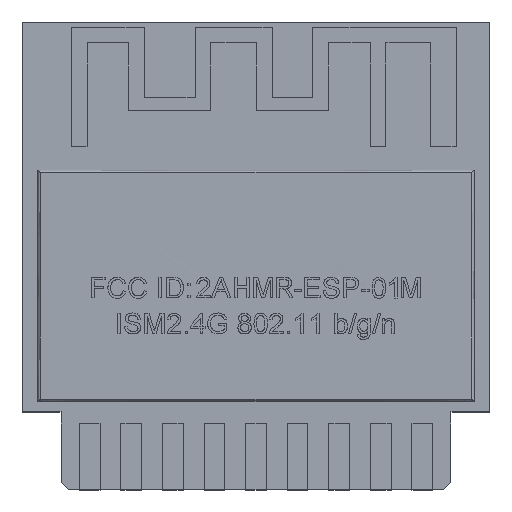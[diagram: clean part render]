
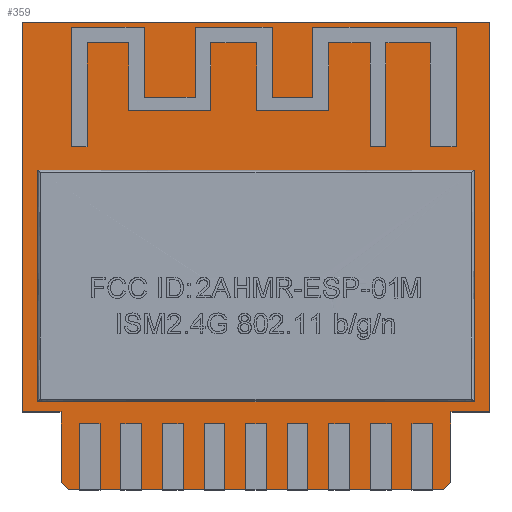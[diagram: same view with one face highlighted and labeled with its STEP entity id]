
A CAD part, top view. The second image highlights one B-rep face of the part: STEP entity #359.
In plain terms, the highlighted planar face has unit normal (0, 0, 1).
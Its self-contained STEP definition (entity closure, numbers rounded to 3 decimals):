
#340=AXIS2_PLACEMENT_3D('Plane Axis2P3D',#337,#338,#339) ;
#42=CARTESIAN_POINT('Vertex',(7.5,0.,0.8)) ;
#56=CARTESIAN_POINT('Vertex',(9.,0.,0.8)) ;
#59=CARTESIAN_POINT('Line Origine',(8.25,0.,0.8)) ;
#87=CARTESIAN_POINT('Vertex',(9.,15.,0.8)) ;
#90=CARTESIAN_POINT('Line Origine',(9.,7.5,0.8)) ;
#118=CARTESIAN_POINT('Vertex',(-9.,15.,0.8)) ;
#121=CARTESIAN_POINT('Line Origine',(0.,15.,0.8)) ;
#149=CARTESIAN_POINT('Vertex',(-9.,0.,0.8)) ;
#152=CARTESIAN_POINT('Line Origine',(-9.,7.5,0.8)) ;
#175=CARTESIAN_POINT('Vertex',(-7.5,0.,0.8)) ;
#178=CARTESIAN_POINT('Line Origine',(-8.25,0.,0.8)) ;
#201=CARTESIAN_POINT('Vertex',(7.5,-2.7,0.8)) ;
#209=CARTESIAN_POINT('Line Origine',(7.5,-1.35,0.8)) ;
#226=CARTESIAN_POINT('Line Origine',(7.35,-2.85,0.8)) ;
#230=CARTESIAN_POINT('Vertex',(7.2,-3.,0.8)) ;
#263=CARTESIAN_POINT('Vertex',(-7.5,-2.7,0.8)) ;
#266=CARTESIAN_POINT('Line Origine',(-7.5,-1.35,0.8)) ;
#294=CARTESIAN_POINT('Vertex',(-7.2,-3.,0.8)) ;
#302=CARTESIAN_POINT('Line Origine',(0.,-3.,0.8)) ;
#337=CARTESIAN_POINT('Axis2P3D Location',(0.,0.,0.8)) ;
#342=CARTESIAN_POINT('Line Origine',(-7.35,-2.85,0.8)) ;
#60=DIRECTION('Vector Direction',(-1.,0.,0.)) ;
#91=DIRECTION('Vector Direction',(0.,-1.,0.)) ;
#122=DIRECTION('Vector Direction',(1.,0.,0.)) ;
#153=DIRECTION('Vector Direction',(0.,1.,0.)) ;
#179=DIRECTION('Vector Direction',(-1.,0.,0.)) ;
#210=DIRECTION('Vector Direction',(0.,-1.,0.)) ;
#227=DIRECTION('Vector Direction',(-0.707,-0.707,0.)) ;
#267=DIRECTION('Vector Direction',(0.,1.,0.)) ;
#303=DIRECTION('Vector Direction',(-1.,0.,0.)) ;
#338=DIRECTION('Axis2P3D Direction',(0.,0.,1.)) ;
#339=DIRECTION('Axis2P3D XDirection',(1.,0.,0.)) ;
#343=DIRECTION('Vector Direction',(-0.707,0.707,0.)) ;
#61=VECTOR('Line Direction',#60,1.) ;
#92=VECTOR('Line Direction',#91,1.) ;
#123=VECTOR('Line Direction',#122,1.) ;
#154=VECTOR('Line Direction',#153,1.) ;
#180=VECTOR('Line Direction',#179,1.) ;
#211=VECTOR('Line Direction',#210,1.) ;
#228=VECTOR('Line Direction',#227,1.) ;
#268=VECTOR('Line Direction',#267,1.) ;
#304=VECTOR('Line Direction',#303,1.) ;
#344=VECTOR('Line Direction',#343,1.) ;
#348=ORIENTED_EDGE('',*,*,#306,.T.) ;
#349=ORIENTED_EDGE('',*,*,#232,.F.) ;
#350=ORIENTED_EDGE('',*,*,#213,.T.) ;
#351=ORIENTED_EDGE('',*,*,#63,.T.) ;
#352=ORIENTED_EDGE('',*,*,#94,.T.) ;
#353=ORIENTED_EDGE('',*,*,#125,.T.) ;
#354=ORIENTED_EDGE('',*,*,#156,.T.) ;
#355=ORIENTED_EDGE('',*,*,#182,.T.) ;
#356=ORIENTED_EDGE('',*,*,#270,.T.) ;
#357=ORIENTED_EDGE('',*,*,#346,.F.) ;
#359=ADVANCED_FACE('Platine',(#358),#341,.T.) ;
#63=EDGE_CURVE('',#43,#57,#62,.F.) ;
#94=EDGE_CURVE('',#57,#88,#93,.F.) ;
#125=EDGE_CURVE('',#88,#119,#124,.F.) ;
#156=EDGE_CURVE('',#119,#150,#155,.F.) ;
#182=EDGE_CURVE('',#150,#176,#181,.F.) ;
#213=EDGE_CURVE('',#202,#43,#212,.F.) ;
#232=EDGE_CURVE('',#202,#231,#229,.T.) ;
#270=EDGE_CURVE('',#176,#264,#269,.F.) ;
#306=EDGE_CURVE('',#295,#231,#305,.F.) ;
#346=EDGE_CURVE('',#295,#264,#345,.T.) ;
#347=EDGE_LOOP('',(#348,#349,#350,#351,#352,#353,#354,#355,#356,#357)) ;
#358=FACE_OUTER_BOUND('',#347,.T.) ;
#62=LINE('Line',#59,#61) ;
#93=LINE('Line',#90,#92) ;
#124=LINE('Line',#121,#123) ;
#155=LINE('Line',#152,#154) ;
#181=LINE('Line',#178,#180) ;
#212=LINE('Line',#209,#211) ;
#229=LINE('Line',#226,#228) ;
#269=LINE('Line',#266,#268) ;
#305=LINE('Line',#302,#304) ;
#345=LINE('Line',#342,#344) ;
#341=PLANE('',#340) ;
#43=VERTEX_POINT('',#42) ;
#57=VERTEX_POINT('',#56) ;
#88=VERTEX_POINT('',#87) ;
#119=VERTEX_POINT('',#118) ;
#150=VERTEX_POINT('',#149) ;
#176=VERTEX_POINT('',#175) ;
#202=VERTEX_POINT('',#201) ;
#231=VERTEX_POINT('',#230) ;
#264=VERTEX_POINT('',#263) ;
#295=VERTEX_POINT('',#294) ;
